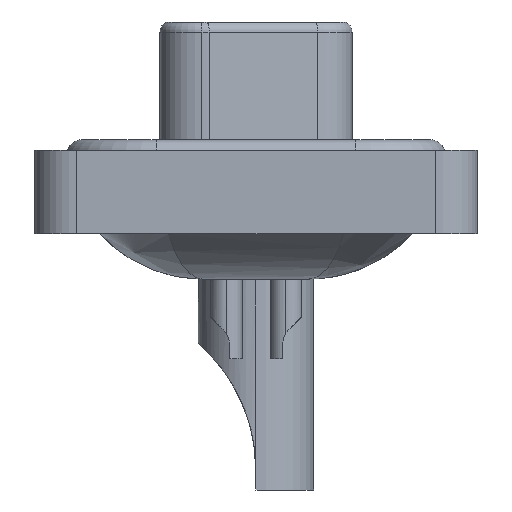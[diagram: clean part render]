
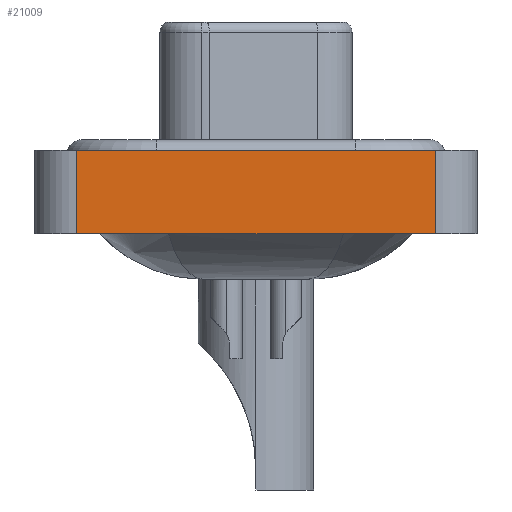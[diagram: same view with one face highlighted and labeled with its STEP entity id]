
A CAD part, left-side view. The second image highlights one B-rep face of the part: STEP entity #21009.
In plain terms, the highlighted planar face has unit normal (-1, 0, 0).
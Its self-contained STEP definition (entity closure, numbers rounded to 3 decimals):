
#477 = EDGE_CURVE ( 'NONE', #5557, #16720, #15638, .T. ) ;
#870 = DIRECTION ( 'NONE',  ( 0., -1., 0. ) ) ;
#1162 = CARTESIAN_POINT ( 'NONE',  ( -7.3, -8.55, -3.6 ) ) ;
#1256 = CARTESIAN_POINT ( 'NONE',  ( -7.3, -8.55, -3.6 ) ) ;
#2176 = VECTOR ( 'NONE', #870, 1000. ) ;
#3801 = ORIENTED_EDGE ( 'NONE', *, *, #477, .F. ) ;
#4096 = EDGE_CURVE ( 'NONE', #7911, #16720, #10743, .T. ) ;
#4790 = LINE ( 'NONE', #21029, #14273 ) ;
#4824 = FACE_OUTER_BOUND ( 'NONE', #7435, .T. ) ;
#4876 = DIRECTION ( 'NONE',  ( 0., 0., 1. ) ) ;
#5557 = VERTEX_POINT ( 'NONE', #15610 ) ;
#7435 = EDGE_LOOP ( 'NONE', ( #10805, #3801, #17740, #13357 ) ) ;
#7911 = VERTEX_POINT ( 'NONE', #1162 ) ;
#8101 = VECTOR ( 'NONE', #4876, 1000. ) ;
#8946 = EDGE_CURVE ( 'NONE', #10806, #7911, #4790, .T. ) ;
#9003 = DIRECTION ( 'NONE',  ( 0., 0., 1. ) ) ;
#10590 = CARTESIAN_POINT ( 'NONE',  ( -7.3, -8.55, 0.4 ) ) ;
#10743 = LINE ( 'NONE', #12152, #17495 ) ;
#10805 = ORIENTED_EDGE ( 'NONE', *, *, #4096, .T. ) ;
#10806 = VERTEX_POINT ( 'NONE', #20409 ) ;
#12152 = CARTESIAN_POINT ( 'NONE',  ( -7.3, -8.55, -3.6 ) ) ;
#12795 = AXIS2_PLACEMENT_3D ( 'NONE', #1256, #14402, #20849 ) ;
#13196 = DIRECTION ( 'NONE',  ( 0., -1., 0. ) ) ;
#13250 = CARTESIAN_POINT ( 'NONE',  ( -7.3, -8.55, 0.4 ) ) ;
#13357 = ORIENTED_EDGE ( 'NONE', *, *, #8946, .T. ) ;
#14273 = VECTOR ( 'NONE', #13196, 1000. ) ;
#14354 = CARTESIAN_POINT ( 'NONE',  ( -7.3, 8.55, -3.6 ) ) ;
#14402 = DIRECTION ( 'NONE',  ( -1., 0., 0. ) ) ;
#15610 = CARTESIAN_POINT ( 'NONE',  ( -7.3, 8.55, 0.4 ) ) ;
#15638 = LINE ( 'NONE', #10590, #2176 ) ;
#16151 = EDGE_CURVE ( 'NONE', #10806, #5557, #19176, .T. ) ;
#16720 = VERTEX_POINT ( 'NONE', #13250 ) ;
#17495 = VECTOR ( 'NONE', #9003, 1000. ) ;
#17740 = ORIENTED_EDGE ( 'NONE', *, *, #16151, .F. ) ;
#19176 = LINE ( 'NONE', #14354, #8101 ) ;
#19447 = PLANE ( 'NONE',  #12795 ) ;
#20409 = CARTESIAN_POINT ( 'NONE',  ( -7.3, 8.55, -3.6 ) ) ;
#20849 = DIRECTION ( 'NONE',  ( 0., 0., 1. ) ) ;
#21009 = ADVANCED_FACE ( 'NONE', ( #4824 ), #19447, .T. ) ;
#21029 = CARTESIAN_POINT ( 'NONE',  ( -7.3, -8.55, -3.6 ) ) ;
